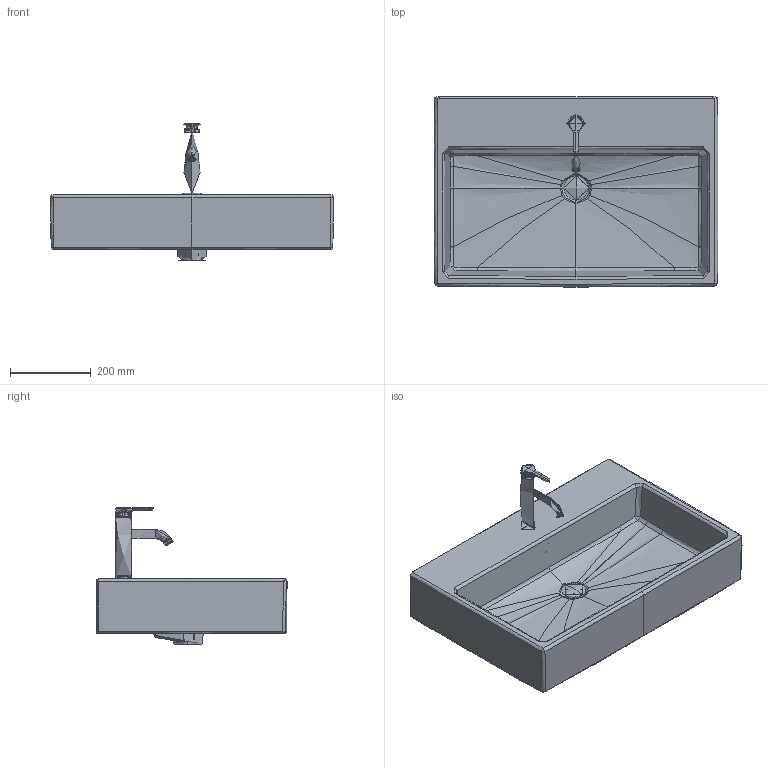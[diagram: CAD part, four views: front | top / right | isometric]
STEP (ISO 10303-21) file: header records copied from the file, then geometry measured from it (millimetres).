
FILE_DESCRIPTION(/* description */ (''),/* implementation_level */ '2;1');
FILE_NAME(/* name */ '235070',/* time_stamp */ '2018-11-06T15:46:25+01:00',/* author */ (''),/* organization */ (''),/* preprocessor_version */ 'ST-DEVELOPER v15',/* originating_system */ '',/* authorisation */ '');
FILE_SCHEMA (('AUTOMOTIVE_DESIGN'));
Products named in the file (8): Document; 636748; 613658; 632641; 615729; A016999; 615737; 601869
Assembly tree (7 placements, depth 2):
  Document
    636748
    613658
    632641
    615729
    A016999
    615737
    601869
Bounding box: 699.94 x 469.97 x 337.58 mm (x, y, z)
Volume: 15542989.8 mm3; surface area: 1293920.6 mm2
Topology: 9 solids, 91 shells, 913 faces, 2543 edges, 1539 vertices
Faces by surface type: bspline 913
Entity records: 97934 total; most frequent: CARTESIAN_POINT 70007, B_SPLINE_CURVE_WITH_KNOTS 5131, ORIENTED_EDGE 4280, PCURVE 4280, DEFINITIONAL_REPRESENTATION 4280, SURFACE_CURVE 2407, EDGE_CURVE 2407, VERTEX_POINT 1510
